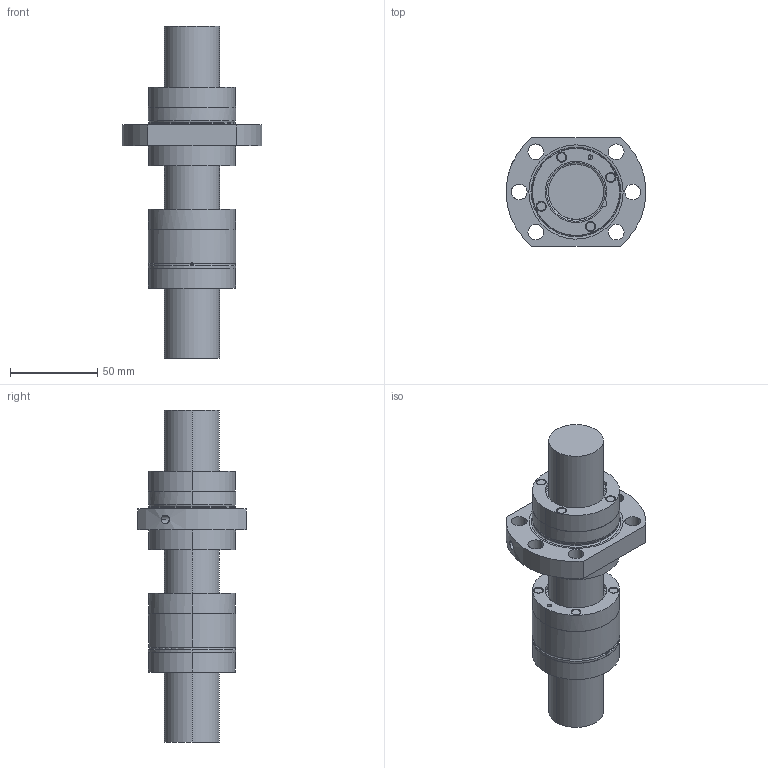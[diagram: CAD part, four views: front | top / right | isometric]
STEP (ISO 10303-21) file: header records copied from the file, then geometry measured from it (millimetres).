
FILE_DESCRIPTION(('Creo Elements/Direct Modeling STEP Export'),'2;1');
FILE_NAME('HSB-KGT-M-3205RH-1g.stp','2015-05-13T 8:48:05',(''),(''),'Creo Elements/Direct Modeling STEP processor for AP214 (Solid Model)','Creo Elements/Direct Modeling 18.1F 24-Jul-2014 (C) Parametric Technology GmbH','');
FILE_SCHEMA(('AUTOMOTIVE_DESIGN { 1 0 10303 214 1 1 1 1 }'));
Length unit declared in the file: millimetre
Products named in the file (3): HSB-KGM-F-3205RH-1g_23119; HSB-KGM-M-3205RH-1g_20879; HSB-KGS-3205RH-1g-T7_23879
Bounding box: 79.74 x 62 x 190 mm (x, y, z)
Volume: 276017 mm3; surface area: 55898.6 mm2
Topology: 3 solids, 3 shells, 188 faces, 512 edges, 355 vertices
Faces by surface type: cylinder 92, cone 52, plane 40, torus 4
Entity records: 8386 total; most frequent: CARTESIAN_POINT 2530, ORIENTED_EDGE 1012, DIRECTION 786, EDGE_CURVE 506, VERTEX_POINT 355, AXIS2_PLACEMENT_3D 315, EDGE_LOOP 235, COLOUR_RGB 191
